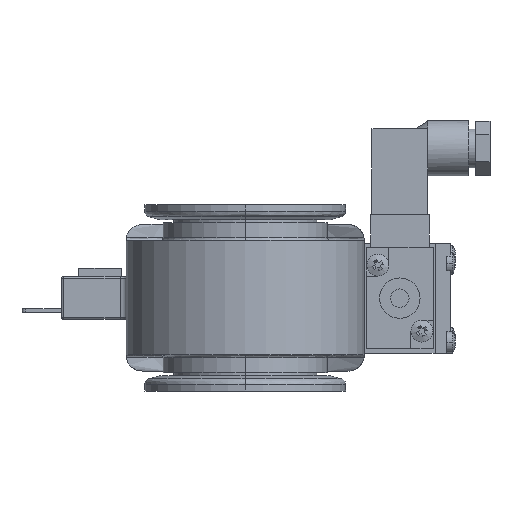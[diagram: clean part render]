
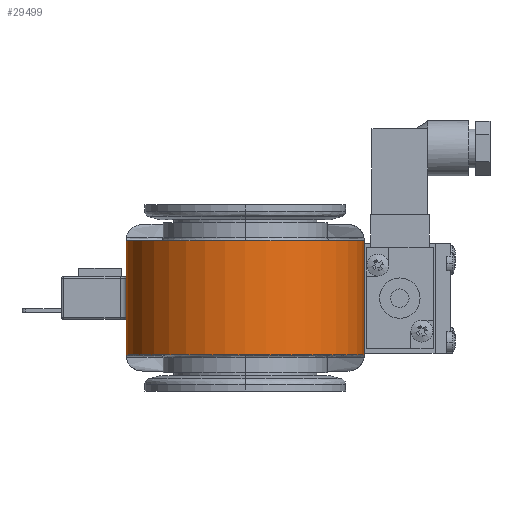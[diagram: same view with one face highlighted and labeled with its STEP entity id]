
A CAD part, front view. The second image highlights one B-rep face of the part: STEP entity #29499.
In plain terms, the highlighted cylindrical face has radius 32.5 mm (diameter 65 mm), a partial arc.
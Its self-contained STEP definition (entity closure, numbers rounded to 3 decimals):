
#1142 = EDGE_CURVE ( 'NONE', #5286, #26951, #19034, .T. ) ;
#1336 = CARTESIAN_POINT ( 'NONE',  ( -32.5, -77.134, -15.55 ) ) ;
#1464 = CARTESIAN_POINT ( 'NONE',  ( 32.5, -77.067, 15.525 ) ) ;
#1593 = CARTESIAN_POINT ( 'NONE',  ( 32.5, -77.134, 15.55 ) ) ;
#1983 = ORIENTED_EDGE ( 'NONE', *, *, #14148, .T. ) ;
#2167 = DIRECTION ( 'NONE',  ( 0., 0., -1. ) ) ;
#2605 = DIRECTION ( 'NONE',  ( 0., 0., -1. ) ) ;
#2981 = EDGE_LOOP ( 'NONE', ( #16579, #17822, #1983, #3299, #26723, #28400, #24715, #13605 ) ) ;
#3299 = ORIENTED_EDGE ( 'NONE', *, *, #26707, .F. ) ;
#3391 = CIRCLE ( 'NONE', #4493, 32.5 ) ;
#3988 = DIRECTION ( 'NONE',  ( 0., 0., -1. ) ) ;
#4215 = LINE ( 'NONE', #34393, #11489 ) ;
#4266 = CARTESIAN_POINT ( 'NONE',  ( -32.499, -77.202, -15.575 ) ) ;
#4343 = CARTESIAN_POINT ( 'NONE',  ( 32.5, -77., 15.5 ) ) ;
#4493 = AXIS2_PLACEMENT_3D ( 'NONE', #12637, #30980, #15360 ) ;
#4623 = EDGE_CURVE ( 'NONE', #20704, #5545, #8596, .T. ) ;
#5286 = VERTEX_POINT ( 'NONE', #21114 ) ;
#5545 = VERTEX_POINT ( 'NONE', #24531 ) ;
#5556 = CIRCLE ( 'NONE', #11266, 32.5 ) ;
#5779 = CARTESIAN_POINT ( 'NONE',  ( -32.5, -77., 15.5 ) ) ;
#5909 = VERTEX_POINT ( 'NONE', #31848 ) ;
#6884 = CARTESIAN_POINT ( 'NONE',  ( -32.5, -77., -15.5 ) ) ;
#6939 = EDGE_CURVE ( 'NONE', #7900, #26951, #11089, .T. ) ;
#7350 = CARTESIAN_POINT ( 'NONE',  ( 0., -77., 0. ) ) ;
#7834 = CARTESIAN_POINT ( 'NONE',  ( 32.5, -77., 0. ) ) ;
#7900 = VERTEX_POINT ( 'NONE', #29739 ) ;
#8144 = DIRECTION ( 'NONE',  ( 0., 0., 1. ) ) ;
#8501 = VERTEX_POINT ( 'NONE', #15012 ) ;
#8596 = B_SPLINE_CURVE_WITH_KNOTS ( 'NONE', 3,
 ( #22902, #1336, #9510, #6884 ),
 .UNSPECIFIED., .F., .F.,
 ( 4, 4 ),
 ( 0., 1. ),
 .UNSPECIFIED. ) ;
#9383 = EDGE_CURVE ( 'NONE', #7900, #8501, #5556, .T. ) ;
#9510 = CARTESIAN_POINT ( 'NONE',  ( -32.5, -77.067, -15.525 ) ) ;
#10250 = FACE_OUTER_BOUND ( 'NONE', #2981, .T. ) ;
#10617 = CARTESIAN_POINT ( 'NONE',  ( 32.5, -77., -15.5 ) ) ;
#11078 = CARTESIAN_POINT ( 'NONE',  ( 32.5, -77.067, -15.525 ) ) ;
#11089 = B_SPLINE_CURVE_WITH_KNOTS ( 'NONE', 3,
 ( #20508, #1593, #1464, #4343 ),
 .UNSPECIFIED., .F., .F.,
 ( 4, 4 ),
 ( 0., 1. ),
 .UNSPECIFIED. ) ;
#11266 = AXIS2_PLACEMENT_3D ( 'NONE', #20166, #3988, #22769 ) ;
#11489 = VECTOR ( 'NONE', #2605, 1000. ) ;
#12637 = CARTESIAN_POINT ( 'NONE',  ( 0., -77., -15.575 ) ) ;
#12973 = B_SPLINE_CURVE_WITH_KNOTS ( 'NONE', 3,
 ( #5779, #14859, #33070, #17512 ),
 .UNSPECIFIED., .F., .F.,
 ( 4, 4 ),
 ( 0., 1. ),
 .UNSPECIFIED. ) ;
#13293 = EDGE_CURVE ( 'NONE', #5909, #8501, #12973, .T. ) ;
#13605 = ORIENTED_EDGE ( 'NONE', *, *, #13293, .F. ) ;
#13630 = B_SPLINE_CURVE_WITH_KNOTS ( 'NONE', 3,
 ( #10617, #11078, #32108, #16526 ),
 .UNSPECIFIED., .F., .F.,
 ( 4, 4 ),
 ( 0., 1. ),
 .UNSPECIFIED. ) ;
#14148 = EDGE_CURVE ( 'NONE', #20704, #34178, #3391, .T. ) ;
#14859 = CARTESIAN_POINT ( 'NONE',  ( -32.5, -77.067, 15.525 ) ) ;
#15012 = CARTESIAN_POINT ( 'NONE',  ( -32.499, -77.202, 15.575 ) ) ;
#15360 = DIRECTION ( 'NONE',  ( 0., 1., 0. ) ) ;
#16141 = AXIS2_PLACEMENT_3D ( 'NONE', #7350, #2167, #21073 ) ;
#16526 = CARTESIAN_POINT ( 'NONE',  ( 32.499, -77.202, -15.575 ) ) ;
#16579 = ORIENTED_EDGE ( 'NONE', *, *, #29998, .T. ) ;
#17512 = CARTESIAN_POINT ( 'NONE',  ( -32.499, -77.202, 15.575 ) ) ;
#17822 = ORIENTED_EDGE ( 'NONE', *, *, #4623, .F. ) ;
#18004 = CARTESIAN_POINT ( 'NONE',  ( 32.5, -77., 15.5 ) ) ;
#19034 = LINE ( 'NONE', #7834, #32856 ) ;
#20166 = CARTESIAN_POINT ( 'NONE',  ( 0., -77., 15.575 ) ) ;
#20508 = CARTESIAN_POINT ( 'NONE',  ( 32.499, -77.202, 15.575 ) ) ;
#20704 = VERTEX_POINT ( 'NONE', #4266 ) ;
#21073 = DIRECTION ( 'NONE',  ( 0., 1., 0. ) ) ;
#21114 = CARTESIAN_POINT ( 'NONE',  ( 32.5, -77., -15.5 ) ) ;
#22769 = DIRECTION ( 'NONE',  ( 0., 1., 0. ) ) ;
#22902 = CARTESIAN_POINT ( 'NONE',  ( -32.499, -77.202, -15.575 ) ) ;
#24531 = CARTESIAN_POINT ( 'NONE',  ( -32.5, -77., -15.5 ) ) ;
#24715 = ORIENTED_EDGE ( 'NONE', *, *, #9383, .T. ) ;
#26707 = EDGE_CURVE ( 'NONE', #5286, #34178, #13630, .T. ) ;
#26723 = ORIENTED_EDGE ( 'NONE', *, *, #1142, .T. ) ;
#26951 = VERTEX_POINT ( 'NONE', #18004 ) ;
#28400 = ORIENTED_EDGE ( 'NONE', *, *, #6939, .F. ) ;
#29499 = ADVANCED_FACE ( 'NONE', ( #10250 ), #30481, .T. ) ;
#29739 = CARTESIAN_POINT ( 'NONE',  ( 32.499, -77.202, 15.575 ) ) ;
#29998 = EDGE_CURVE ( 'NONE', #5909, #5545, #4215, .T. ) ;
#30481 = CYLINDRICAL_SURFACE ( 'NONE', #16141, 32.5 ) ;
#30980 = DIRECTION ( 'NONE',  ( 0., 0., 1. ) ) ;
#31848 = CARTESIAN_POINT ( 'NONE',  ( -32.5, -77., 15.5 ) ) ;
#32108 = CARTESIAN_POINT ( 'NONE',  ( 32.5, -77.134, -15.55 ) ) ;
#32358 = CARTESIAN_POINT ( 'NONE',  ( 32.499, -77.202, -15.575 ) ) ;
#32856 = VECTOR ( 'NONE', #8144, 1000. ) ;
#33070 = CARTESIAN_POINT ( 'NONE',  ( -32.5, -77.134, 15.55 ) ) ;
#34178 = VERTEX_POINT ( 'NONE', #32358 ) ;
#34393 = CARTESIAN_POINT ( 'NONE',  ( -32.5, -77., 0. ) ) ;
